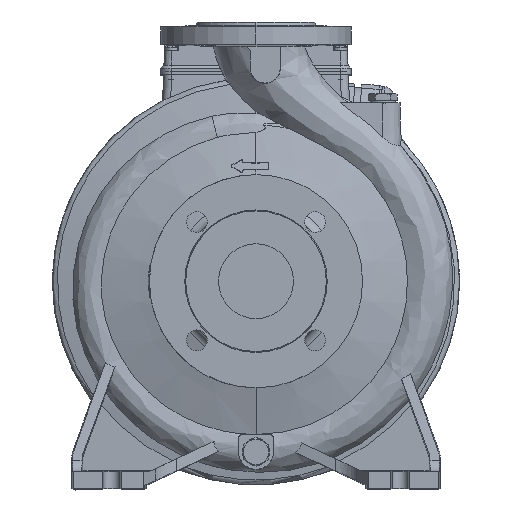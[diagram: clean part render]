
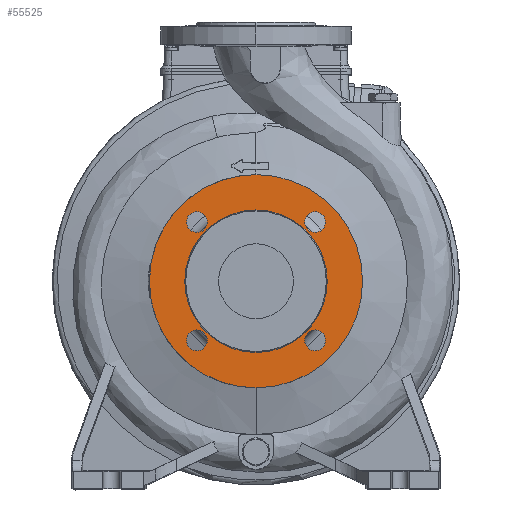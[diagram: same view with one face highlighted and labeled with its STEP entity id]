
A CAD part, top view. The second image highlights one B-rep face of the part: STEP entity #55525.
In plain terms, the highlighted planar face has unit normal (0, 0, 1).
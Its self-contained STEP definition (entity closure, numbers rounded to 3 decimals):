
#3150 = DIRECTION ( 'NONE',  ( 0., 0., -1. ) ) ;
#4693 = ORIENTED_EDGE ( 'NONE', *, *, #54882, .T. ) ;
#5811 = DIRECTION ( 'NONE',  ( 0., 1., 0. ) ) ;
#6710 = ORIENTED_EDGE ( 'NONE', *, *, #47608, .T. ) ;
#9643 = DIRECTION ( 'NONE',  ( 0., 0., -1. ) ) ;
#10443 = VERTEX_POINT ( 'NONE', #64410 ) ;
#12705 = FACE_OUTER_BOUND ( 'NONE', #126286, .T. ) ;
#13582 = DIRECTION ( 'NONE',  ( 1., 0., 0. ) ) ;
#14148 = DIRECTION ( 'NONE',  ( 0., 0., -1. ) ) ;
#14757 = EDGE_CURVE ( 'NONE', #19655, #45670, #146693, .T. ) ;
#15443 = ORIENTED_EDGE ( 'NONE', *, *, #86169, .T. ) ;
#18070 = VERTEX_POINT ( 'NONE', #35345 ) ;
#18249 = EDGE_CURVE ( 'NONE', #98584, #50512, #90822, .T. ) ;
#18353 = CARTESIAN_POINT ( 'NONE',  ( -51.265, -51.265, 97. ) ) ;
#19655 = VERTEX_POINT ( 'NONE', #35081 ) ;
#21242 = AXIS2_PLACEMENT_3D ( 'NONE', #63143, #37549, #39112 ) ;
#21344 = CARTESIAN_POINT ( 'NONE',  ( -42.265, -51.265, 97. ) ) ;
#21654 = AXIS2_PLACEMENT_3D ( 'NONE', #95511, #106720, #155507 ) ;
#21839 = AXIS2_PLACEMENT_3D ( 'NONE', #73722, #100045, #64064 ) ;
#22057 = CARTESIAN_POINT ( 'NONE',  ( -42.265, 51.265, 97. ) ) ;
#24782 = EDGE_CURVE ( 'NONE', #53195, #88451, #35444, .T. ) ;
#25908 = DIRECTION ( 'NONE',  ( 1., 0., 0. ) ) ;
#27093 = FACE_BOUND ( 'NONE', #41849, .T. ) ;
#28503 = CARTESIAN_POINT ( 'NONE',  ( -51.265, -51.265, 97. ) ) ;
#28875 = CIRCLE ( 'NONE', #49385, 9. ) ;
#30549 = CARTESIAN_POINT ( 'NONE',  ( 60.265, 51.265, 97. ) ) ;
#30951 = CARTESIAN_POINT ( 'NONE',  ( 60.265, -51.265, 97. ) ) ;
#31993 = CARTESIAN_POINT ( 'NONE',  ( 0., 0., 97. ) ) ;
#33682 = ORIENTED_EDGE ( 'NONE', *, *, #128999, .F. ) ;
#33988 = EDGE_LOOP ( 'NONE', ( #105485, #6710 ) ) ;
#35081 = CARTESIAN_POINT ( 'NONE',  ( -60.265, -51.265, 97. ) ) ;
#35345 = CARTESIAN_POINT ( 'NONE',  ( -61.804, 0., 97. ) ) ;
#35444 = CIRCLE ( 'NONE', #81347, 9. ) ;
#36493 = EDGE_LOOP ( 'NONE', ( #157375, #157082 ) ) ;
#37316 = CARTESIAN_POINT ( 'NONE',  ( 0., 92.5, 97. ) ) ;
#37549 = DIRECTION ( 'NONE',  ( 0., 0., -1. ) ) ;
#37845 = AXIS2_PLACEMENT_3D ( 'NONE', #111217, #3150, #13582 ) ;
#38325 = PLANE ( 'NONE',  #21242 ) ;
#38462 = CARTESIAN_POINT ( 'NONE',  ( -51.265, 51.265, 97. ) ) ;
#39112 = DIRECTION ( 'NONE',  ( -1., 0., 0. ) ) ;
#40045 = DIRECTION ( 'NONE',  ( 0., 0., -1. ) ) ;
#40718 = ORIENTED_EDGE ( 'NONE', *, *, #103091, .F. ) ;
#40752 = ORIENTED_EDGE ( 'NONE', *, *, #18249, .F. ) ;
#41849 = EDGE_LOOP ( 'NONE', ( #15443, #4693 ) ) ;
#45342 = ORIENTED_EDGE ( 'NONE', *, *, #145378, .F. ) ;
#45615 = CIRCLE ( 'NONE', #37845, 9. ) ;
#45670 = VERTEX_POINT ( 'NONE', #21344 ) ;
#47608 = EDGE_CURVE ( 'NONE', #52286, #90905, #134594, .T. ) ;
#47809 = ORIENTED_EDGE ( 'NONE', *, *, #139974, .T. ) ;
#49385 = AXIS2_PLACEMENT_3D ( 'NONE', #122364, #123922, #110345 ) ;
#50212 = DIRECTION ( 'NONE',  ( 1., 0., 0. ) ) ;
#50346 = FACE_BOUND ( 'NONE', #36493, .T. ) ;
#50512 = VERTEX_POINT ( 'NONE', #37316 ) ;
#50742 = CARTESIAN_POINT ( 'NONE',  ( 51.265, -51.265, 97. ) ) ;
#52139 = AXIS2_PLACEMENT_3D ( 'NONE', #28503, #14148, #50212 ) ;
#52286 = VERTEX_POINT ( 'NONE', #72574 ) ;
#53195 = VERTEX_POINT ( 'NONE', #119368 ) ;
#54290 = AXIS2_PLACEMENT_3D ( 'NONE', #31993, #81588, #116771 ) ;
#54655 = DIRECTION ( 'NONE',  ( 0., 0., -1. ) ) ;
#54882 = EDGE_CURVE ( 'NONE', #10443, #109040, #28875, .T. ) ;
#55525 = ADVANCED_FACE ( 'NONE', ( #147906, #50346, #146330, #27093, #75130, #12705 ), #38325, .F. ) ;
#58951 = CIRCLE ( 'NONE', #133037, 92.5 ) ;
#63143 = CARTESIAN_POINT ( 'NONE',  ( -185., 185., 97. ) ) ;
#64064 = DIRECTION ( 'NONE',  ( 0., 1., 0. ) ) ;
#64410 = CARTESIAN_POINT ( 'NONE',  ( 42.265, 51.265, 97. ) ) ;
#66484 = EDGE_LOOP ( 'NONE', ( #47809, #127723 ) ) ;
#67198 = DIRECTION ( 'NONE',  ( 1., 0., 0. ) ) ;
#67324 = EDGE_LOOP ( 'NONE', ( #33682, #45342 ) ) ;
#68686 = CARTESIAN_POINT ( 'NONE',  ( -51.265, 51.265, 97. ) ) ;
#72574 = CARTESIAN_POINT ( 'NONE',  ( 42.265, -51.265, 97. ) ) ;
#73722 = CARTESIAN_POINT ( 'NONE',  ( 0., 0., 97. ) ) ;
#74092 = AXIS2_PLACEMENT_3D ( 'NONE', #68686, #95034, #94255 ) ;
#75130 = FACE_BOUND ( 'NONE', #67324, .T. ) ;
#80049 = AXIS2_PLACEMENT_3D ( 'NONE', #152866, #9643, #82461 ) ;
#81347 = AXIS2_PLACEMENT_3D ( 'NONE', #38462, #40045, #134492 ) ;
#81588 = DIRECTION ( 'NONE',  ( 0., 0., 1. ) ) ;
#82461 = DIRECTION ( 'NONE',  ( 1., 0., 0. ) ) ;
#86169 = EDGE_CURVE ( 'NONE', #109040, #10443, #45615, .T. ) ;
#88451 = VERTEX_POINT ( 'NONE', #22057 ) ;
#90822 = CIRCLE ( 'NONE', #21839, 92.5 ) ;
#90905 = VERTEX_POINT ( 'NONE', #30951 ) ;
#94255 = DIRECTION ( 'NONE',  ( 1., 0., 0. ) ) ;
#95034 = DIRECTION ( 'NONE',  ( 0., 0., -1. ) ) ;
#95511 = CARTESIAN_POINT ( 'NONE',  ( 0., 0., 97. ) ) ;
#96317 = CARTESIAN_POINT ( 'NONE',  ( 61.804, 0., 97. ) ) ;
#98584 = VERTEX_POINT ( 'NONE', #147206 ) ;
#100045 = DIRECTION ( 'NONE',  ( 0., 0., -1. ) ) ;
#103091 = EDGE_CURVE ( 'NONE', #50512, #98584, #58951, .T. ) ;
#103425 = CARTESIAN_POINT ( 'NONE',  ( 0., 0., 97. ) ) ;
#105434 = CIRCLE ( 'NONE', #54290, 61.804 ) ;
#105485 = ORIENTED_EDGE ( 'NONE', *, *, #110203, .T. ) ;
#106720 = DIRECTION ( 'NONE',  ( 0., 0., 1. ) ) ;
#109040 = VERTEX_POINT ( 'NONE', #30549 ) ;
#110203 = EDGE_CURVE ( 'NONE', #90905, #52286, #154132, .T. ) ;
#110345 = DIRECTION ( 'NONE',  ( 1., 0., 0. ) ) ;
#111217 = CARTESIAN_POINT ( 'NONE',  ( 51.265, 51.265, 97. ) ) ;
#116203 = CIRCLE ( 'NONE', #21654, 61.804 ) ;
#116749 = DIRECTION ( 'NONE',  ( 0., 0., -1. ) ) ;
#116771 = DIRECTION ( 'NONE',  ( -1., 0., 0. ) ) ;
#119368 = CARTESIAN_POINT ( 'NONE',  ( -60.265, 51.265, 97. ) ) ;
#121370 = VERTEX_POINT ( 'NONE', #96317 ) ;
#121724 = EDGE_CURVE ( 'NONE', #45670, #19655, #135045, .T. ) ;
#122364 = CARTESIAN_POINT ( 'NONE',  ( 51.265, 51.265, 97. ) ) ;
#123922 = DIRECTION ( 'NONE',  ( 0., 0., -1. ) ) ;
#126286 = EDGE_LOOP ( 'NONE', ( #40718, #40752 ) ) ;
#127723 = ORIENTED_EDGE ( 'NONE', *, *, #24782, .T. ) ;
#128999 = EDGE_CURVE ( 'NONE', #18070, #121370, #116203, .T. ) ;
#133037 = AXIS2_PLACEMENT_3D ( 'NONE', #103425, #54655, #5811 ) ;
#134492 = DIRECTION ( 'NONE',  ( 1., 0., 0. ) ) ;
#134594 = CIRCLE ( 'NONE', #149869, 9. ) ;
#135045 = CIRCLE ( 'NONE', #150430, 9. ) ;
#135525 = DIRECTION ( 'NONE',  ( 0., 0., -1. ) ) ;
#139974 = EDGE_CURVE ( 'NONE', #88451, #53195, #143044, .T. ) ;
#143044 = CIRCLE ( 'NONE', #74092, 9. ) ;
#145378 = EDGE_CURVE ( 'NONE', #121370, #18070, #105434, .T. ) ;
#146330 = FACE_BOUND ( 'NONE', #33988, .T. ) ;
#146693 = CIRCLE ( 'NONE', #52139, 9. ) ;
#147206 = CARTESIAN_POINT ( 'NONE',  ( 0., -92.5, 97. ) ) ;
#147906 = FACE_BOUND ( 'NONE', #66484, .T. ) ;
#149869 = AXIS2_PLACEMENT_3D ( 'NONE', #50742, #135525, #25908 ) ;
#150430 = AXIS2_PLACEMENT_3D ( 'NONE', #18353, #116749, #67198 ) ;
#152866 = CARTESIAN_POINT ( 'NONE',  ( 51.265, -51.265, 97. ) ) ;
#154132 = CIRCLE ( 'NONE', #80049, 9. ) ;
#155507 = DIRECTION ( 'NONE',  ( -1., 0., 0. ) ) ;
#157082 = ORIENTED_EDGE ( 'NONE', *, *, #14757, .T. ) ;
#157375 = ORIENTED_EDGE ( 'NONE', *, *, #121724, .T. ) ;
